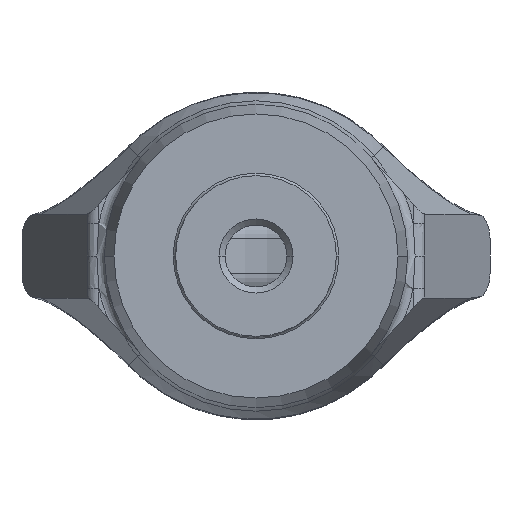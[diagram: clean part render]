
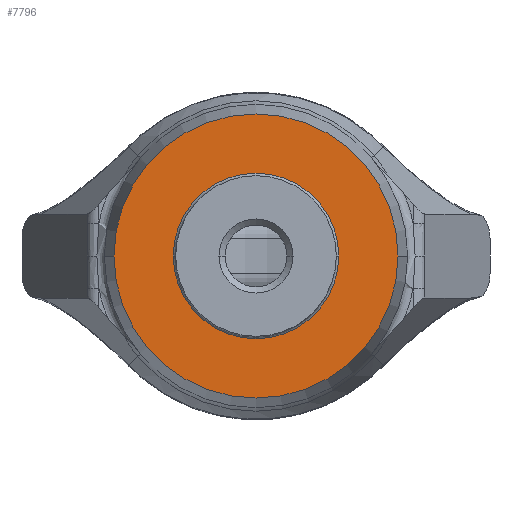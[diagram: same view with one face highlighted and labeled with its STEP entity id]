
A CAD part, front view. The second image highlights one B-rep face of the part: STEP entity #7796.
In plain terms, the highlighted planar face has unit normal (0, -1, 0).
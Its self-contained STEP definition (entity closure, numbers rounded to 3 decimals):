
#1=CARTESIAN_POINT('',(0.,-17.6,0.));
#2=DIRECTION('',(0.,1.,0.));
#3=DIRECTION('',(-1.,0.,0.));
#4=AXIS2_PLACEMENT_3D('',#1,#2,#3);
#6=CARTESIAN_POINT('',(0.,-17.6,0.));
#7=DIRECTION('',(0.,1.,0.));
#8=DIRECTION('',(1.,0.,0.));
#9=AXIS2_PLACEMENT_3D('',#6,#7,#8);
#15=CARTESIAN_POINT('',(0.,-17.6,0.));
#16=DIRECTION('',(0.,-1.,0.));
#17=DIRECTION('',(1.,0.,0.));
#18=AXIS2_PLACEMENT_3D('',#15,#16,#17);
#58=CARTESIAN_POINT('',(0.,-17.6,0.));
#59=DIRECTION('',(0.,1.,0.));
#60=DIRECTION('',(1.,0.,0.));
#61=AXIS2_PLACEMENT_3D('',#58,#59,#60);
#6241=CARTESIAN_POINT('',(11.5,-17.6,0.));
#6243=VERTEX_POINT('',#6241);
#6245=CARTESIAN_POINT('',(-11.5,-17.6,0.));
#6247=VERTEX_POINT('',#6245);
#7269=CARTESIAN_POINT('',(-6.7,-17.6,0.));
#7270=CARTESIAN_POINT('',(6.7,-17.6,0.));
#7271=VERTEX_POINT('',#7269);
#7272=VERTEX_POINT('',#7270);
#7779=CARTESIAN_POINT('',(0.,-17.6,0.));
#7780=DIRECTION('',(0.,-1.,0.));
#7781=DIRECTION('',(-1.,0.,0.));
#7782=AXIS2_PLACEMENT_3D('',#7779,#7780,#7781);
#7783=PLANE('',#7782);
#7785=ORIENTED_EDGE('',*,*,#7784,.F.);
#7787=ORIENTED_EDGE('',*,*,#7786,.T.);
#7788=EDGE_LOOP('',(#7785,#7787));
#7789=FACE_OUTER_BOUND('',#7788,.F.);
#7791=ORIENTED_EDGE('',*,*,#7790,.F.);
#7793=ORIENTED_EDGE('',*,*,#7792,.F.);
#7794=EDGE_LOOP('',(#7791,#7793));
#7795=FACE_BOUND('',#7794,.F.);
#7796=ADVANCED_FACE('',(#7789,#7795),#7783,.T.);
#5=CIRCLE('',#4,6.7);
#10=CIRCLE('',#9,6.7);
#19=CIRCLE('',#18,11.5);
#62=CIRCLE('',#61,11.5);
#7784=EDGE_CURVE('',#6243,#6247,#19,.T.);
#7786=EDGE_CURVE('',#6243,#6247,#62,.T.);
#7790=EDGE_CURVE('',#7271,#7272,#5,.T.);
#7792=EDGE_CURVE('',#7272,#7271,#10,.T.);
